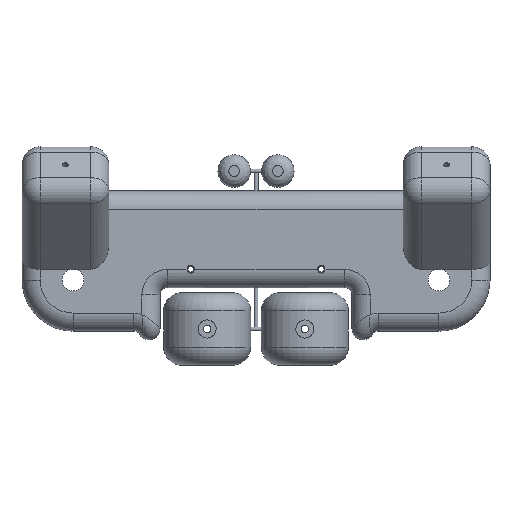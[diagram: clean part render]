
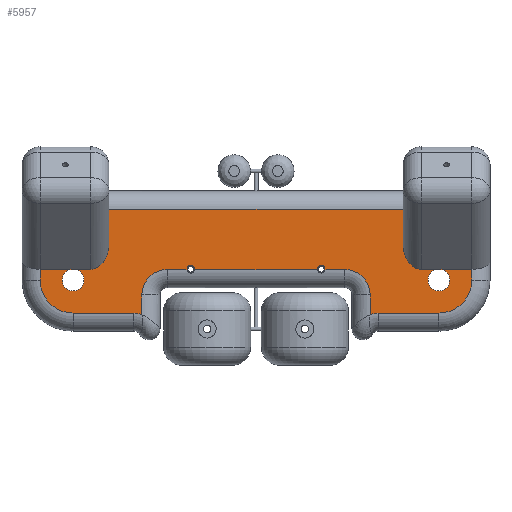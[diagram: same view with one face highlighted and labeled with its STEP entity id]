
A CAD part, front view. The second image highlights one B-rep face of the part: STEP entity #5957.
In plain terms, the highlighted planar face has unit normal (0, -1, 0).
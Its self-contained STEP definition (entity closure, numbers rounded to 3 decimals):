
#127=ELLIPSE('',#6511,7.071,5.);
#128=ELLIPSE('',#6523,7.071,5.);
#195=PLANE('',#6510);
#412=FACE_OUTER_BOUND('',#810,.T.);
#810=EDGE_LOOP('',(#4384,#4385,#4386,#4387,#4388,#4389,#4390,#4391,#4392,
#4393,#4394,#4395,#4396,#4397,#4398,#4399,#4400,#4401,#4402,#4403,#4404,
#4405,#4406,#4407,#4408,#4409,#4410,#4411,#4412,#4413));
#1251=CIRCLE('',#6509,3.);
#1252=CIRCLE('',#6512,3.);
#1253=CIRCLE('',#6513,9.1);
#1254=CIRCLE('',#6514,7.);
#1255=CIRCLE('',#6515,7.);
#1256=CIRCLE('',#6516,1.05);
#1257=CIRCLE('',#6517,1.05);
#1258=CIRCLE('',#6518,1.05);
#1259=CIRCLE('',#6519,1.05);
#1260=CIRCLE('',#6520,7.);
#1261=CIRCLE('',#6521,7.);
#1262=CIRCLE('',#6522,9.1);
#1694=LINE('',#9822,#2143);
#1695=LINE('',#9824,#2144);
#1696=LINE('',#9826,#2145);
#1697=LINE('',#9830,#2146);
#1698=LINE('',#9833,#2147);
#1699=LINE('',#9835,#2148);
#1700=LINE('',#9839,#2149);
#1701=LINE('',#9843,#2150);
#1702=LINE('',#9847,#2151);
#1703=LINE('',#9853,#2152);
#1704=LINE('',#9859,#2153);
#1705=LINE('',#9863,#2154);
#1706=LINE('',#9867,#2155);
#1707=LINE('',#9871,#2156);
#1708=LINE('',#9872,#2157);
#1709=LINE('',#9874,#2158);
#2143=VECTOR('',#7716,10.);
#2144=VECTOR('',#7717,10.);
#2145=VECTOR('',#7718,10.);
#2146=VECTOR('',#7721,10.);
#2147=VECTOR('',#7724,10.);
#2148=VECTOR('',#7725,10.);
#2149=VECTOR('',#7728,10.);
#2150=VECTOR('',#7731,10.);
#2151=VECTOR('',#7734,10.);
#2152=VECTOR('',#7739,10.);
#2153=VECTOR('',#7744,10.);
#2154=VECTOR('',#7747,10.);
#2155=VECTOR('',#7750,10.);
#2156=VECTOR('',#7753,10.);
#2157=VECTOR('',#7754,10.);
#2158=VECTOR('',#7755,10.);
#2626=VERTEX_POINT('',#9816);
#2627=VERTEX_POINT('',#9820);
#2628=VERTEX_POINT('',#9821);
#2629=VERTEX_POINT('',#9823);
#2630=VERTEX_POINT('',#9825);
#2631=VERTEX_POINT('',#9827);
#2632=VERTEX_POINT('',#9829);
#2633=VERTEX_POINT('',#9832);
#2634=VERTEX_POINT('',#9834);
#2635=VERTEX_POINT('',#9836);
#2636=VERTEX_POINT('',#9838);
#2637=VERTEX_POINT('',#9840);
#2638=VERTEX_POINT('',#9842);
#2639=VERTEX_POINT('',#9844);
#2640=VERTEX_POINT('',#9846);
#2641=VERTEX_POINT('',#9848);
#2642=VERTEX_POINT('',#9850);
#2643=VERTEX_POINT('',#9852);
#2644=VERTEX_POINT('',#9854);
#2645=VERTEX_POINT('',#9856);
#2646=VERTEX_POINT('',#9858);
#2647=VERTEX_POINT('',#9860);
#2648=VERTEX_POINT('',#9862);
#2649=VERTEX_POINT('',#9864);
#2650=VERTEX_POINT('',#9866);
#2651=VERTEX_POINT('',#9868);
#2652=VERTEX_POINT('',#9870);
#2653=VERTEX_POINT('',#9873);
#3279=EDGE_CURVE('',#2626,#2626,#1251,.T.);
#3280=EDGE_CURVE('',#2627,#2628,#1694,.T.);
#3281=EDGE_CURVE('',#2629,#2628,#1695,.T.);
#3282=EDGE_CURVE('',#2629,#2630,#1696,.T.);
#3283=EDGE_CURVE('',#2630,#2631,#127,.T.);
#3284=EDGE_CURVE('',#2631,#2632,#1697,.T.);
#3285=EDGE_CURVE('',#2632,#2632,#1252,.T.);
#3286=EDGE_CURVE('',#2632,#2633,#1698,.T.);
#3287=EDGE_CURVE('',#2634,#2633,#1699,.T.);
#3288=EDGE_CURVE('',#2635,#2634,#1253,.T.);
#3289=EDGE_CURVE('',#2636,#2635,#1700,.T.);
#3290=EDGE_CURVE('',#2637,#2636,#1254,.T.);
#3291=EDGE_CURVE('',#2638,#2637,#1701,.T.);
#3292=EDGE_CURVE('',#2639,#2638,#1255,.T.);
#3293=EDGE_CURVE('',#2640,#2639,#1702,.T.);
#3294=EDGE_CURVE('',#2640,#2641,#1256,.T.);
#3295=EDGE_CURVE('',#2641,#2642,#1257,.T.);
#3296=EDGE_CURVE('',#2643,#2642,#1703,.T.);
#3297=EDGE_CURVE('',#2643,#2644,#1258,.T.);
#3298=EDGE_CURVE('',#2644,#2645,#1259,.T.);
#3299=EDGE_CURVE('',#2646,#2645,#1704,.T.);
#3300=EDGE_CURVE('',#2647,#2646,#1260,.T.);
#3301=EDGE_CURVE('',#2648,#2647,#1705,.T.);
#3302=EDGE_CURVE('',#2649,#2648,#1261,.T.);
#3303=EDGE_CURVE('',#2650,#2649,#1706,.T.);
#3304=EDGE_CURVE('',#2651,#2650,#1262,.T.);
#3305=EDGE_CURVE('',#2652,#2651,#1707,.T.);
#3306=EDGE_CURVE('',#2652,#2626,#1708,.T.);
#3307=EDGE_CURVE('',#2626,#2653,#1709,.T.);
#3308=EDGE_CURVE('',#2653,#2627,#128,.T.);
#4384=ORIENTED_EDGE('',*,*,#3280,.T.);
#4385=ORIENTED_EDGE('',*,*,#3281,.F.);
#4386=ORIENTED_EDGE('',*,*,#3282,.T.);
#4387=ORIENTED_EDGE('',*,*,#3283,.T.);
#4388=ORIENTED_EDGE('',*,*,#3284,.T.);
#4389=ORIENTED_EDGE('',*,*,#3285,.T.);
#4390=ORIENTED_EDGE('',*,*,#3286,.T.);
#4391=ORIENTED_EDGE('',*,*,#3287,.F.);
#4392=ORIENTED_EDGE('',*,*,#3288,.F.);
#4393=ORIENTED_EDGE('',*,*,#3289,.F.);
#4394=ORIENTED_EDGE('',*,*,#3290,.F.);
#4395=ORIENTED_EDGE('',*,*,#3291,.F.);
#4396=ORIENTED_EDGE('',*,*,#3292,.F.);
#4397=ORIENTED_EDGE('',*,*,#3293,.F.);
#4398=ORIENTED_EDGE('',*,*,#3294,.T.);
#4399=ORIENTED_EDGE('',*,*,#3295,.T.);
#4400=ORIENTED_EDGE('',*,*,#3296,.F.);
#4401=ORIENTED_EDGE('',*,*,#3297,.T.);
#4402=ORIENTED_EDGE('',*,*,#3298,.T.);
#4403=ORIENTED_EDGE('',*,*,#3299,.F.);
#4404=ORIENTED_EDGE('',*,*,#3300,.F.);
#4405=ORIENTED_EDGE('',*,*,#3301,.F.);
#4406=ORIENTED_EDGE('',*,*,#3302,.F.);
#4407=ORIENTED_EDGE('',*,*,#3303,.F.);
#4408=ORIENTED_EDGE('',*,*,#3304,.F.);
#4409=ORIENTED_EDGE('',*,*,#3305,.F.);
#4410=ORIENTED_EDGE('',*,*,#3306,.T.);
#4411=ORIENTED_EDGE('',*,*,#3279,.T.);
#4412=ORIENTED_EDGE('',*,*,#3307,.T.);
#4413=ORIENTED_EDGE('',*,*,#3308,.T.);
#5957=ADVANCED_FACE('',(#412),#195,.F.);
#6509=AXIS2_PLACEMENT_3D('',#9818,#7712,#7713);
#6510=AXIS2_PLACEMENT_3D('',#9819,#7714,#7715);
#6511=AXIS2_PLACEMENT_3D('',#9828,#7719,#7720);
#6512=AXIS2_PLACEMENT_3D('',#9831,#7722,#7723);
#6513=AXIS2_PLACEMENT_3D('',#9837,#7726,#7727);
#6514=AXIS2_PLACEMENT_3D('',#9841,#7729,#7730);
#6515=AXIS2_PLACEMENT_3D('',#9845,#7732,#7733);
#6516=AXIS2_PLACEMENT_3D('',#9849,#7735,#7736);
#6517=AXIS2_PLACEMENT_3D('',#9851,#7737,#7738);
#6518=AXIS2_PLACEMENT_3D('',#9855,#7740,#7741);
#6519=AXIS2_PLACEMENT_3D('',#9857,#7742,#7743);
#6520=AXIS2_PLACEMENT_3D('',#9861,#7745,#7746);
#6521=AXIS2_PLACEMENT_3D('',#9865,#7748,#7749);
#6522=AXIS2_PLACEMENT_3D('',#9869,#7751,#7752);
#6523=AXIS2_PLACEMENT_3D('',#9875,#7756,#7757);
#7712=DIRECTION('center_axis',(0.,1.,0.));
#7713=DIRECTION('ref_axis',(0.,0.,-1.));
#7714=DIRECTION('center_axis',(0.,1.,0.));
#7715=DIRECTION('ref_axis',(0.,0.,1.));
#7716=DIRECTION('',(0.,0.,1.));
#7717=DIRECTION('',(1.,0.,0.));
#7718=DIRECTION('',(0.,0.,-1.));
#7719=DIRECTION('center_axis',(0.,1.,0.));
#7720=DIRECTION('ref_axis',(0.,0.,-1.));
#7721=DIRECTION('',(-1.,0.,0.));
#7722=DIRECTION('center_axis',(0.,1.,0.));
#7723=DIRECTION('ref_axis',(0.,0.,-1.));
#7724=DIRECTION('',(-1.,0.,0.));
#7725=DIRECTION('',(0.,0.,1.));
#7726=DIRECTION('center_axis',(0.,1.,0.));
#7727=DIRECTION('ref_axis',(-0.707,0.,-0.707));
#7728=DIRECTION('',(-1.,0.,0.));
#7729=DIRECTION('center_axis',(0.,-1.,0.));
#7730=DIRECTION('ref_axis',(0.49,0.,0.872));
#7731=DIRECTION('',(0.,0.,-1.));
#7732=DIRECTION('center_axis',(0.,-1.,0.));
#7733=DIRECTION('ref_axis',(-0.707,0.,0.707));
#7734=DIRECTION('',(-1.,0.,0.));
#7735=DIRECTION('center_axis',(0.,1.,0.));
#7736=DIRECTION('ref_axis',(0.,0.,-1.));
#7737=DIRECTION('center_axis',(0.,1.,0.));
#7738=DIRECTION('ref_axis',(0.,0.,-1.));
#7739=DIRECTION('',(-1.,0.,0.));
#7740=DIRECTION('center_axis',(0.,1.,0.));
#7741=DIRECTION('ref_axis',(0.,0.,-1.));
#7742=DIRECTION('center_axis',(0.,1.,0.));
#7743=DIRECTION('ref_axis',(0.,0.,-1.));
#7744=DIRECTION('',(-1.,0.,0.));
#7745=DIRECTION('center_axis',(0.,-1.,0.));
#7746=DIRECTION('ref_axis',(0.707,0.,0.707));
#7747=DIRECTION('',(0.,0.,1.));
#7748=DIRECTION('center_axis',(0.,-1.,0.));
#7749=DIRECTION('ref_axis',(-0.49,0.,0.872));
#7750=DIRECTION('',(-1.,0.,0.));
#7751=DIRECTION('center_axis',(0.,1.,0.));
#7752=DIRECTION('ref_axis',(0.707,0.,-0.707));
#7753=DIRECTION('',(0.,0.,-1.));
#7754=DIRECTION('',(-1.,0.,0.));
#7755=DIRECTION('',(-1.,0.,0.));
#7756=DIRECTION('center_axis',(0.,1.,0.));
#7757=DIRECTION('ref_axis',(0.,0.,-1.));
#9816=CARTESIAN_POINT('',(50.5,-20.,16.5));
#9818=CARTESIAN_POINT('Origin',(50.5,-20.,13.5));
#9819=CARTESIAN_POINT('Origin',(0.,-20.,24.75));
#9820=CARTESIAN_POINT('',(40.6,-20.,23.571));
#9821=CARTESIAN_POINT('',(40.6,-20.,33.1));
#9822=CARTESIAN_POINT('',(40.6,-20.,31.499));
#9823=CARTESIAN_POINT('',(-40.6,-20.,33.1));
#9824=CARTESIAN_POINT('',(0.,-20.,33.1));
#9825=CARTESIAN_POINT('',(-40.6,-20.,23.571));
#9826=CARTESIAN_POINT('',(-40.6,-20.,31.499));
#9827=CARTESIAN_POINT('',(-45.6,-20.,16.5));
#9828=CARTESIAN_POINT('Origin',(-45.6,-20.,23.571));
#9829=CARTESIAN_POINT('',(-50.5,-20.,16.5));
#9830=CARTESIAN_POINT('',(-26.3,-20.,16.5));
#9831=CARTESIAN_POINT('Origin',(-50.5,-20.,13.5));
#9832=CARTESIAN_POINT('',(-59.6,-20.,16.5));
#9833=CARTESIAN_POINT('',(-26.3,-20.,16.5));
#9834=CARTESIAN_POINT('',(-59.6,-20.,13.5));
#9835=CARTESIAN_POINT('',(-59.6,-20.,24.75));
#9836=CARTESIAN_POINT('',(-50.5,-20.,4.4));
#9837=CARTESIAN_POINT('Origin',(-50.5,-20.,13.5));
#9838=CARTESIAN_POINT('',(-33.771,-20.,4.4));
#9839=CARTESIAN_POINT('',(0.,-20.,4.4));
#9840=CARTESIAN_POINT('',(-31.5,-20.,4.021));
#9841=CARTESIAN_POINT('Origin',(-33.771,-20.,-2.6));
#9842=CARTESIAN_POINT('',(-31.5,-20.,9.4));
#9843=CARTESIAN_POINT('',(-31.5,-20.,15.5));
#9844=CARTESIAN_POINT('',(-24.5,-20.,16.4));
#9845=CARTESIAN_POINT('Origin',(-24.5,-20.,9.4));
#9846=CARTESIAN_POINT('',(-19.045,-20.,16.4));
#9847=CARTESIAN_POINT('',(0.,-20.,16.4));
#9848=CARTESIAN_POINT('',(-18.,-20.,17.55));
#9849=CARTESIAN_POINT('Origin',(-18.,-20.,16.5));
#9850=CARTESIAN_POINT('',(-16.955,-20.,16.4));
#9851=CARTESIAN_POINT('Origin',(-18.,-20.,16.5));
#9852=CARTESIAN_POINT('',(16.955,-20.,16.4));
#9853=CARTESIAN_POINT('',(0.,-20.,16.4));
#9854=CARTESIAN_POINT('',(18.,-20.,17.55));
#9855=CARTESIAN_POINT('Origin',(18.,-20.,16.5));
#9856=CARTESIAN_POINT('',(19.045,-20.,16.4));
#9857=CARTESIAN_POINT('Origin',(18.,-20.,16.5));
#9858=CARTESIAN_POINT('',(24.5,-20.,16.4));
#9859=CARTESIAN_POINT('',(0.,-20.,16.4));
#9860=CARTESIAN_POINT('',(31.5,-20.,9.4));
#9861=CARTESIAN_POINT('Origin',(24.5,-20.,9.4));
#9862=CARTESIAN_POINT('',(31.5,-20.,4.021));
#9863=CARTESIAN_POINT('',(31.5,-20.,15.5));
#9864=CARTESIAN_POINT('',(33.771,-20.,4.4));
#9865=CARTESIAN_POINT('Origin',(33.771,-20.,-2.6));
#9866=CARTESIAN_POINT('',(50.5,-20.,4.4));
#9867=CARTESIAN_POINT('',(0.,-20.,4.4));
#9868=CARTESIAN_POINT('',(59.6,-20.,13.5));
#9869=CARTESIAN_POINT('Origin',(50.5,-20.,13.5));
#9870=CARTESIAN_POINT('',(59.6,-20.,16.5));
#9871=CARTESIAN_POINT('',(59.6,-20.,24.75));
#9872=CARTESIAN_POINT('',(26.3,-20.,16.5));
#9873=CARTESIAN_POINT('',(45.6,-20.,16.5));
#9874=CARTESIAN_POINT('',(26.3,-20.,16.5));
#9875=CARTESIAN_POINT('Origin',(45.6,-20.,23.571));
